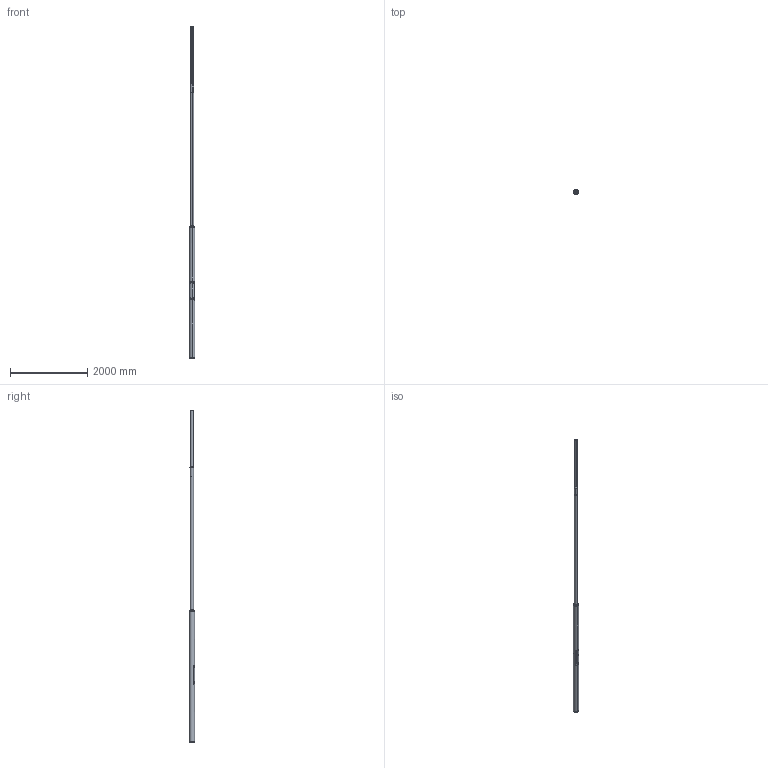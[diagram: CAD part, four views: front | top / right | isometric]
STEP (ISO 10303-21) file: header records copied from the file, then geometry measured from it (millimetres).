
FILE_DESCRIPTION (( 'STEP AP214' ), '1' );
FILE_NAME ('110300KGXS S100B108O 4608091 S-VARTINEN OLAKEPYLVÄS_3D.step', '2022-05-28T14:41:21', ( '' ), ( '' ), 'SwSTEP 2.0', 'SolidWorks 2021', '' );
FILE_SCHEMA (( 'AUTOMOTIVE_DESIGN' ));
Length unit declared in the file: millimetre
Products named in the file (14): OLAKERUNKO_B108O; S-OLAKEVARSI_S100BO; 139,7X3,6 PY烼E鵬UTKI-TYVI_139,7X3,6 TYVIPUTKI-3400; KYTKENTÄAUKON LATTARAUTA_LATTA 4X20X100; OLAKEVARREN LATTA_LATTA 3X9,5X200; socket set screw cone point_din_DIN 914 - M10 x 25-N; 88,9X3,2 PY烼E鵬UTKI-LATVA_88,9X3,2 LATVAPUTKI-3700; LATTA 5X16X460 KYTKENTÄAUKON VAHVIKE_C 1; SOVITERENGAS OLAKEVARSI_SOVITERENGAS D60-D89; 110300KGXS S100B108O 4608091 S-VARTINEN OLAKEPYLVÄS_3D; S-OLAKEVARREN AIHIO_S100BO; socket head cap screw_din_DIN 912 M6 x 16 --- 16N; YKSI R_KYTKENTÄAUKON LUUKKU_LUUKKU D139,7; socket set screw cone point_din_DIN 914 - M10 x 20-N
Assembly tree (21 placements, depth 3):
  110300KGXS S100B108O 4608091 S-VARTINEN OLAKEPYLVÄS_3D
    OLAKERUNKO_B108O
      139,7X3,6 PY烼E鵬UTKI-TYVI_139,7X3,6 TYVIPUTKI-3400
      88,9X3,2 PY烼E鵬UTKI-LATVA_88,9X3,2 LATVAPUTKI-3700
      socket set screw cone point_din_DIN 914 - M10 x 25-N
      socket set screw cone point_din_DIN 914 - M10 x 20-N  x2
      YKSI R_KYTKENTÄAUKON LUUKKU_LUUKKU D139,7
      socket head cap screw_din_DIN 912 M6 x 16 --- 16N  x4
      KYTKENTÄAUKON LATTARAUTA_LATTA 4X20X100  x2
      LATTA 5X16X460 KYTKENTÄAUKON VAHVIKE_C 1  x2
    S-OLAKEVARSI_S100BO
      S-OLAKEVARREN AIHIO_S100BO
      SOVITERENGAS OLAKEVARSI_SOVITERENGAS D60-D89
      OLAKEVARREN LATTA_LATTA 3X9,5X200  x3
Bounding box: 139.7 x 147.2 x 8600 mm (x, y, z)
Volume: 9451654.9 mm3; surface area: 5695002.2 mm2
Topology: 19 solids, 19 shells, 306 faces, 726 edges, 448 vertices
Faces by surface type: plane 154, cylinder 80, cone 52, torus 18, bspline 2
Entity records: 7912 total; most frequent: CARTESIAN_POINT 2875, DIRECTION 938, ORIENTED_EDGE 928, EDGE_CURVE 464, AXIS2_PLACEMENT_3D 344, VERTEX_POINT 293, LINE 250, VECTOR 250
